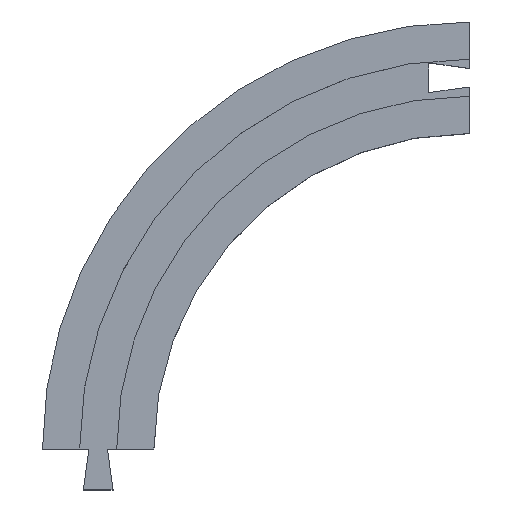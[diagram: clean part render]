
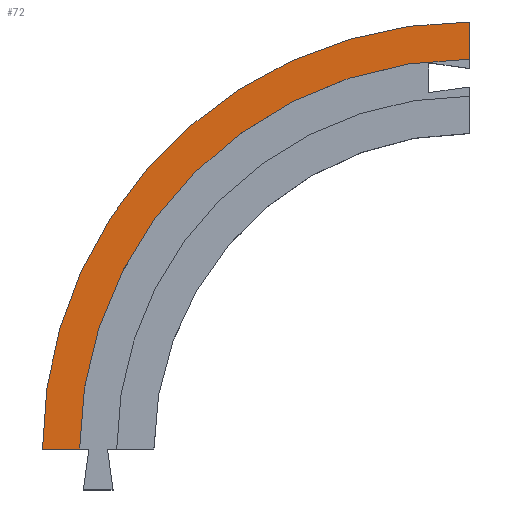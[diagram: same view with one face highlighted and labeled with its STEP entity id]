
A CAD part, top view. The second image highlights one B-rep face of the part: STEP entity #72.
In plain terms, the highlighted planar face has unit normal (0, 0, 1).
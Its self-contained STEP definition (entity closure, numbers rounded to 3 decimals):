
#72=ADVANCED_FACE('',(#211),#213,.T.);
#211=FACE_BOUND('',#212,.T.);
#212=EDGE_LOOP('',(#429,#430,#431,#432));
#213=PLANE('',#214);
#214=AXIS2_PLACEMENT_3D('',#215,#216,#217);
#215=CARTESIAN_POINT('',(0.,0.,30.));
#216=DIRECTION('',(0.,0.,1.));
#217=DIRECTION('',(-1.,0.,0.));
#429=ORIENTED_EDGE('',*,*,#519,.T.);
#430=ORIENTED_EDGE('',*,*,#563,.T.);
#431=ORIENTED_EDGE('',*,*,#560,.F.);
#432=ORIENTED_EDGE('',*,*,#565,.F.);
#519=EDGE_CURVE('',#644,#642,#645,.T.);
#560=EDGE_CURVE('',#713,#715,#716,.T.);
#563=EDGE_CURVE('',#642,#715,#719,.T.);
#565=EDGE_CURVE('',#644,#713,#721,.T.);
#642=VERTEX_POINT('',#836);
#644=VERTEX_POINT('',#840);
#645=LINE('',#841,#842);
#713=VERTEX_POINT('',#991);
#715=VERTEX_POINT('',#995);
#716=LINE('',#996,#997);
#719=CIRCLE('',#1005,105.);
#721=CIRCLE('',#1013,115.);
#836=CARTESIAN_POINT('',(-105.,0.,30.));
#840=CARTESIAN_POINT('',(-115.,0.,30.));
#841=CARTESIAN_POINT('',(-115.,0.,30.));
#842=VECTOR('',#843,1.);
#843=DIRECTION('',(1.,0.,0.));
#991=CARTESIAN_POINT('',(0.,115.,30.));
#995=CARTESIAN_POINT('',(0.,105.,30.));
#996=CARTESIAN_POINT('',(0.,115.,30.));
#997=VECTOR('',#998,1.);
#998=DIRECTION('',(0.,-1.,0.));
#1005=AXIS2_PLACEMENT_3D('',#1006,#1007,#1008);
#1006=CARTESIAN_POINT('',(0.,0.,30.));
#1007=DIRECTION('',(0.,0.,-1.));
#1008=DIRECTION('',(-1.,0.,0.));
#1013=AXIS2_PLACEMENT_3D('',#1014,#1015,#1016);
#1014=CARTESIAN_POINT('',(0.,0.,30.));
#1015=DIRECTION('',(0.,0.,-1.));
#1016=DIRECTION('',(-1.,0.,0.));
